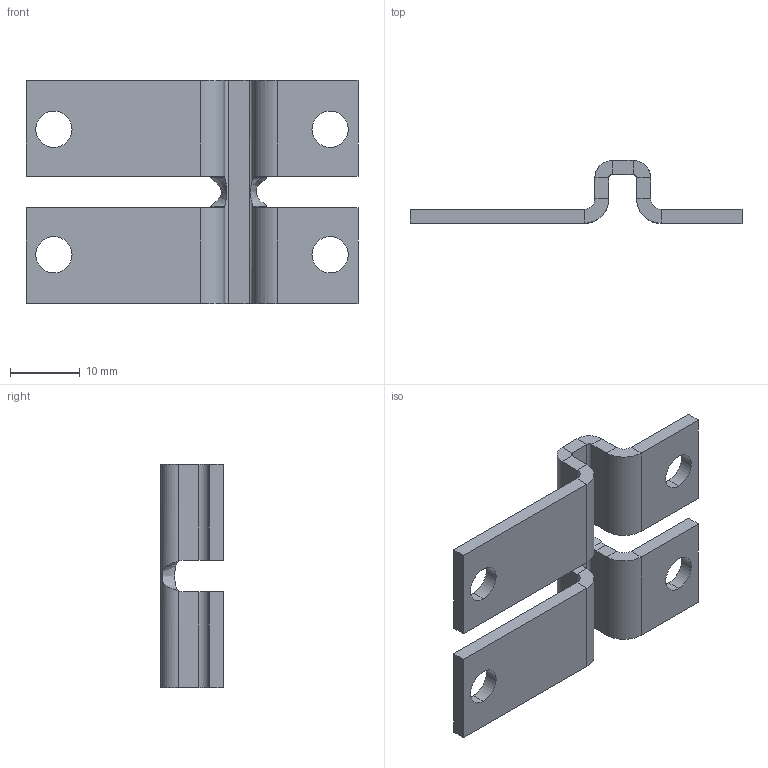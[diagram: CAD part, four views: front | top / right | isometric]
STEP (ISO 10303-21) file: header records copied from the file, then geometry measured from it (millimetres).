
FILE_DESCRIPTION (( 'STEP AP214' ), '1' );
FILE_NAME ('6017164.stp', '2018-01-09T10:01:41', ( '' ), ( '' ), 'SwSTEP 2.0', 'SolidWorks 2016', '' );
FILE_SCHEMA (( 'AUTOMOTIVE_DESIGN' ));
Length unit declared in the file: millimetre
Products named in the file (1): 6017164
Bounding box: 47.6 x 9 x 32 mm (x, y, z)
Volume: 3078 mm3; surface area: 3777 mm2
Topology: 1 solids, 1 shells, 78 faces, 172 edges, 96 vertices
Faces by surface type: plane 52, cylinder 24, bspline 2
Entity records: 2634 total; most frequent: CARTESIAN_POINT 877, DIRECTION 366, ORIENTED_EDGE 344, EDGE_CURVE 172, AXIS2_PLACEMENT_3D 125, VECTOR 116, LINE 116, VERTEX_POINT 96
